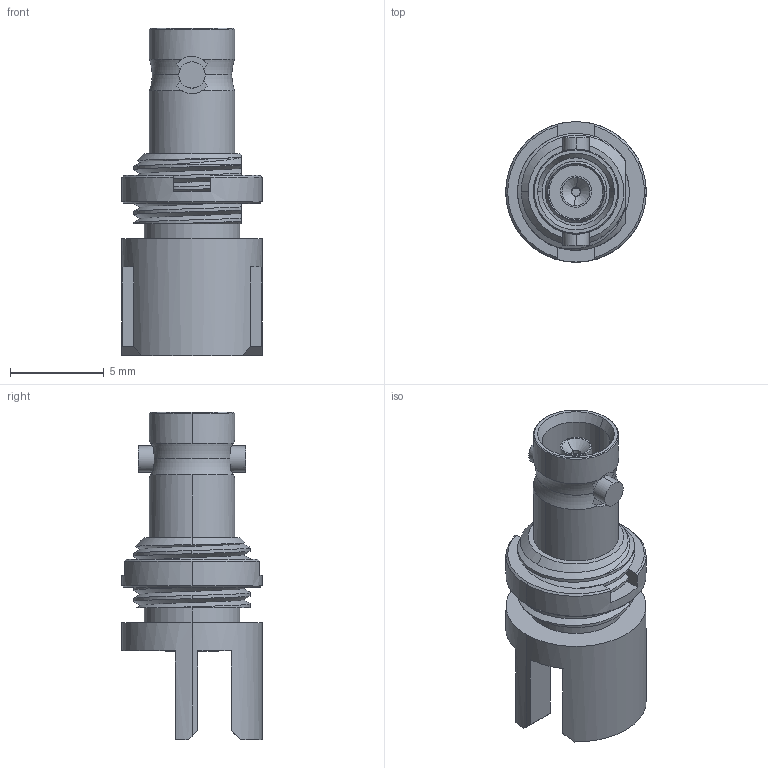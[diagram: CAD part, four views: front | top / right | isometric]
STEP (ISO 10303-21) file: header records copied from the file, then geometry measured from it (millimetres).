
FILE_DESCRIPTION (( 'STEP AP214' ), '1' );
FILE_NAME ('67-463-B126-1.6.STEP', '2024-07-31T07:55:57', ( '' ), ( '' ), 'SwSTEP 2.0', 'SolidWorks 2023', '' );
FILE_SCHEMA (( 'AUTOMOTIVE_DESIGN' ));
Length unit declared in the file: millimetre
Products named in the file (1): 67-463-B126-1.6
Bounding box: 7.5 x 7.5 x 17.5 mm (x, y, z)
Surface area: 724.8 mm2 (no closed solid volume)
Topology: 0 solids, 7 shells, 131 faces, 374 edges, 251 vertices
Faces by surface type: cylinder 50, plane 38, cone 22, bspline 15, torus 6
Entity records: 7882 total; most frequent: CARTESIAN_POINT 4742, ORIENTED_EDGE 688, DIRECTION 594, EDGE_CURVE 374, VERTEX_POINT 251, AXIS2_PLACEMENT_3D 238, EDGE_LOOP 139, FACE_OUTER_BOUND 131
